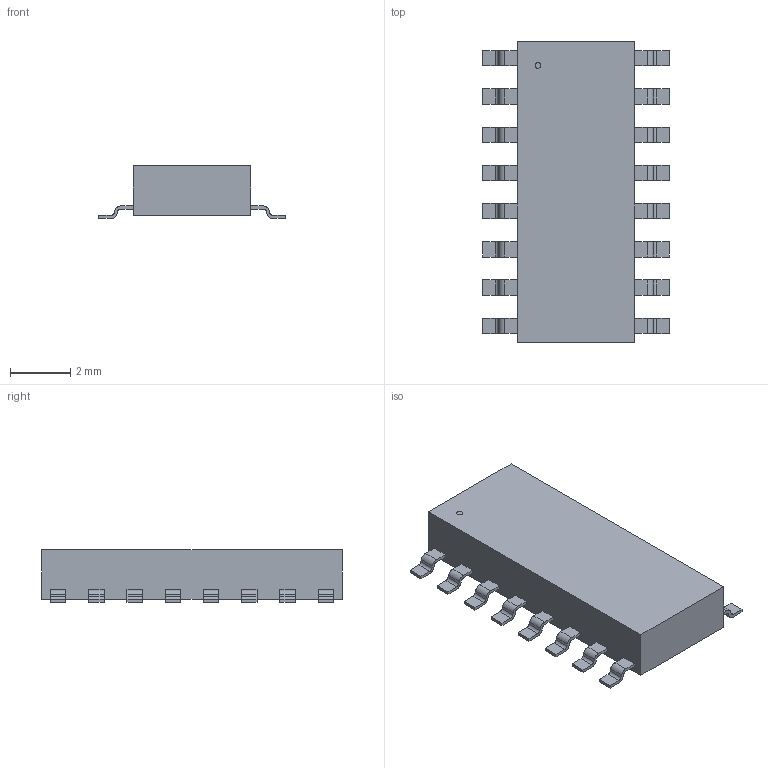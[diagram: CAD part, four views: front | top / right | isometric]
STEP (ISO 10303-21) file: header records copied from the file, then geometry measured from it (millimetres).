
FILE_DESCRIPTION(('STEP AP214'),'1');
FILE_NAME('R_16_ADI','2021-11-18T16:25:19',(''),(''),'','','');
FILE_SCHEMA(('AUTOMOTIVE_DESIGN'));
Length unit declared in the file: millimetre
Products named in the file (1): product
Bounding box: 6.2 x 10 x 1.75 mm (x, y, z)
Volume: 65.5 mm3; surface area: 151.5 mm2
Topology: 18 solids, 18 shells, 233 faces, 591 edges, 394 vertices
Faces by surface type: plane 168, cylinder 65
Full cylindrical faces by diameter (mm): 0.195 x1
Entity records: 6720 total; most frequent: DIRECTION 1190, ORIENTED_EDGE 1180, CARTESIAN_POINT 695, EDGE_CURVE 590, LINE 460, VECTOR 460, VERTEX_POINT 394, AXIS2_PLACEMENT_3D 365
